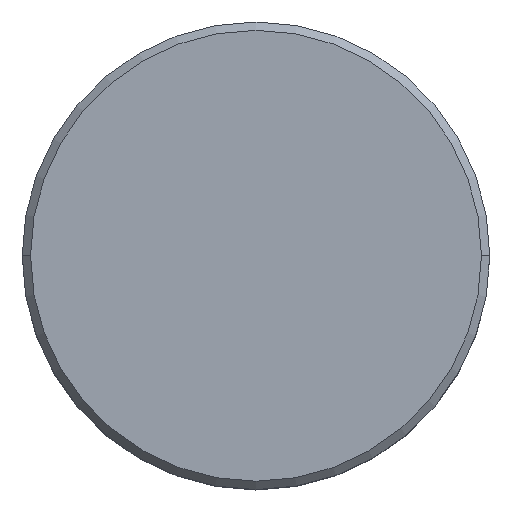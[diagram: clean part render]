
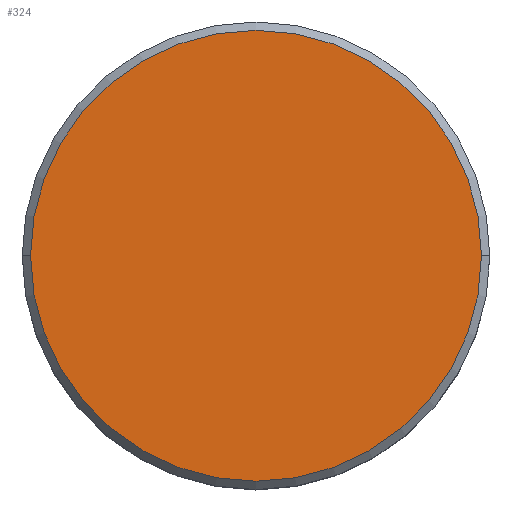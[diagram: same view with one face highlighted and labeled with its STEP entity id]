
A CAD part, top view. The second image highlights one B-rep face of the part: STEP entity #324.
In plain terms, the highlighted planar face has unit normal (0, 0, 1).
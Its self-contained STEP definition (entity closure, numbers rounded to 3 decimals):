
#3 = ORIENTED_EDGE ( 'NONE', *, *, #242, .T. ) ;
#14 = DIRECTION ( 'NONE',  ( 0., 0., 1. ) ) ;
#35 = DIRECTION ( 'NONE',  ( 0., 0., 1. ) ) ;
#71 = CARTESIAN_POINT ( 'NONE',  ( 0., 0., 0. ) ) ;
#106 = EDGE_LOOP ( 'NONE', ( #117, #3 ) ) ;
#107 = PLANE ( 'NONE',  #450 ) ;
#117 = ORIENTED_EDGE ( 'NONE', *, *, #205, .T. ) ;
#130 = DIRECTION ( 'NONE',  ( 1., 0., 0. ) ) ;
#132 = DIRECTION ( 'NONE',  ( 0., 0., 1. ) ) ;
#133 = AXIS2_PLACEMENT_3D ( 'NONE', #283, #132, #245 ) ;
#153 = FACE_OUTER_BOUND ( 'NONE', #106, .T. ) ;
#205 = EDGE_CURVE ( 'NONE', #290, #432, #372, .T. ) ;
#215 = DIRECTION ( 'NONE',  ( 1., 0., 0. ) ) ;
#220 = CARTESIAN_POINT ( 'NONE',  ( 13.5, 0., 0. ) ) ;
#242 = EDGE_CURVE ( 'NONE', #432, #290, #399, .T. ) ;
#245 = DIRECTION ( 'NONE',  ( 1., 0., 0. ) ) ;
#283 = CARTESIAN_POINT ( 'NONE',  ( 0., 0., 0. ) ) ;
#290 = VERTEX_POINT ( 'NONE', #435 ) ;
#301 = CARTESIAN_POINT ( 'NONE',  ( 0., 0., 0. ) ) ;
#324 = ADVANCED_FACE ( 'NONE', ( #153 ), #107, .T. ) ;
#372 = CIRCLE ( 'NONE', #133, 13.5 ) ;
#399 = CIRCLE ( 'NONE', #456, 13.5 ) ;
#432 = VERTEX_POINT ( 'NONE', #220 ) ;
#435 = CARTESIAN_POINT ( 'NONE',  ( -13.5, 0., 0. ) ) ;
#450 = AXIS2_PLACEMENT_3D ( 'NONE', #301, #14, #215 ) ;
#456 = AXIS2_PLACEMENT_3D ( 'NONE', #71, #35, #130 ) ;
